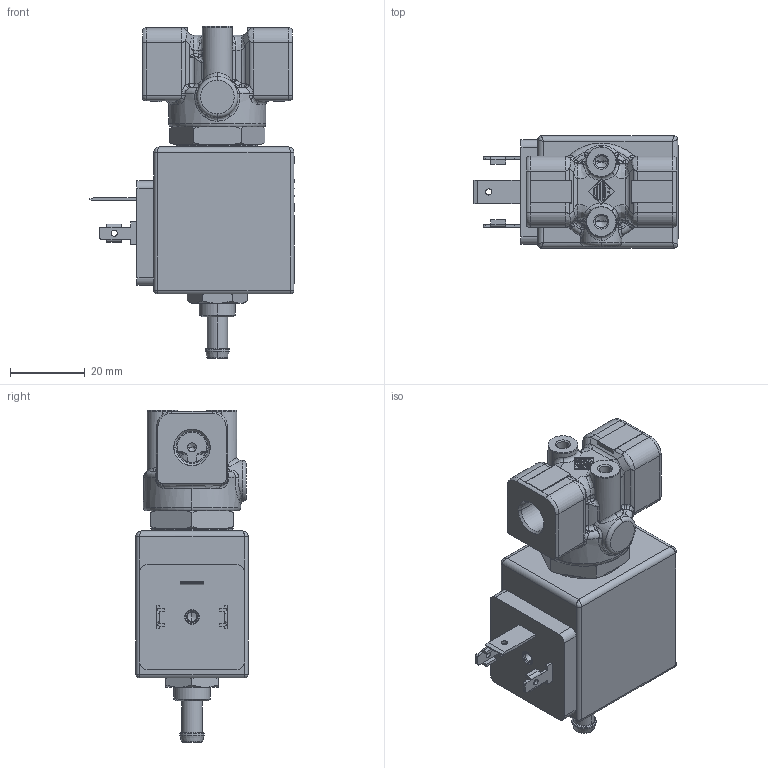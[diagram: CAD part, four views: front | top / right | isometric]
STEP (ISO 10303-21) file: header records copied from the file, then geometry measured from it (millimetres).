
FILE_DESCRIPTION((''),'2;1');
FILE_NAME('316A31HL1R15_VOT3_ASM','2017-12-20T15:25:23',('lindovino'),('O.D.E.'),'CREO PARAMETRIC BY PTC INC, 2017110','CREO PARAMETRIC BY PTC INC, 2017110','');
FILE_SCHEMA(('CONFIG_CONTROL_DESIGN','SHAPE_APPEARANCE_LAYERS_GROUPS'));
Products named in the file (20): 451197_F_AF0; 4500A3_ING_ASM; 450601_B; 452461_AF10; 450626_D_AF4; 452462_DHL_ASM; 453585_U1; AVVOLGIMENTO_B; 451780; 451997; 451996; 451782_ASM; 452590; 452591; SOVRAST_453295_1; 453296_VAR; BOBINA_SERIE_BD_ASM; 452571_AF0; 450146; 316A31HL1R15_VOT3_ASM
Assembly tree (19 placements, depth 4):
  316A31HL1R15_VOT3_ASM
    4500A3_ING_ASM
      451197_F_AF0
    450601_B
    452462_DHL_ASM
      452461_AF10
      450626_D_AF4
    BOBINA_SERIE_BD_ASM
      453585_U1
      AVVOLGIMENTO_B
      451780
      451782_ASM
        451997
        451996
      452590
      452591
      SOVRAST_453295_1
      453296_VAR
    452571_AF0
    450146
Bounding box: 54.65 x 30 x 88.8 mm (x, y, z)
Volume: 61790.7 mm3; surface area: 51647.6 mm2
Topology: 72 solids, 80 shells, 2659 faces, 7016 edges, 4506 vertices
Faces by surface type: plane 1240, cylinder 537, extrusion 387, cone 280, bspline 89, torus 76, sphere 50
Entity records: 111058 total; most frequent: CARTESIAN_POINT 24416, ORIENTED_EDGE 13940, DIRECTION 12507, PRESENTATION_STYLE_ASSIGNMENT 7041, STYLED_ITEM 7041, EDGE_CURVE 6986, CURVE_STYLE 6964, VERTEX_POINT 4506
